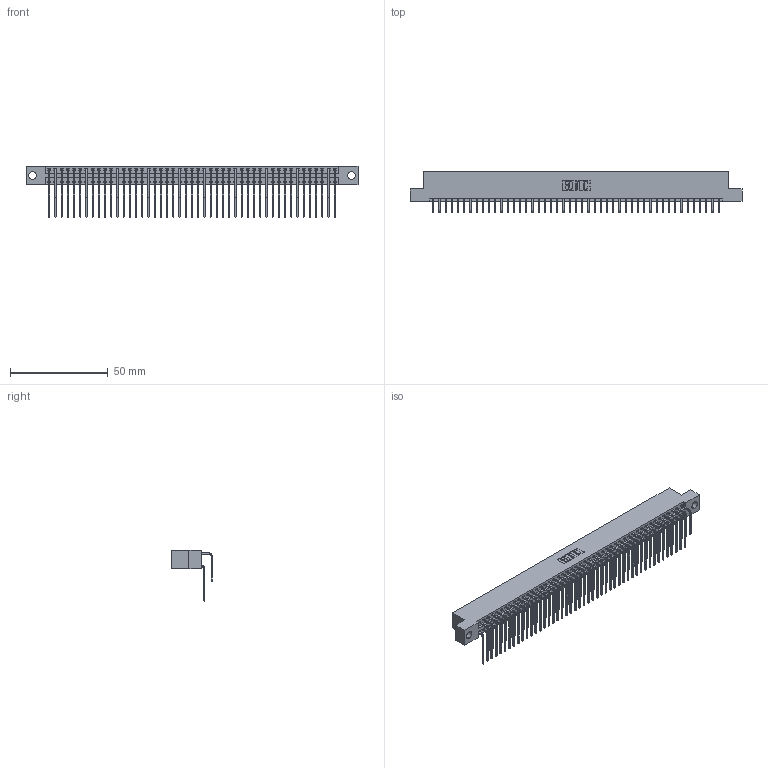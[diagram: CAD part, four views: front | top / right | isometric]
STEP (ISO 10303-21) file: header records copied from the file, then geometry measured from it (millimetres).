
FILE_DESCRIPTION (( 'STEP AP203' ), '1' );
FILE_NAME ('396-094-559-204.STEP', '2019-11-03T15:03:42', ( '' ), ( '' ), 'SwSTEP 2.0', 'SolidWorks 2016', '' );
FILE_SCHEMA (( 'CONFIG_CONTROL_DESIGN' ));
Length unit declared in the file: inch
Products named in the file (4): 346 Part_Flush Mounting Lugs - 0.156 Dia-TH; 345-292-001_558 559 Tail - 1; 396-094-559-204; 345-292-001_559 Tail - 2
Assembly tree (95 placements, depth 2):
  396-094-559-204
    346 Part_Flush Mounting Lugs - 0.156 Dia-TH
    345-292-001_558 559 Tail - 1  x47
    345-292-001_559 Tail - 2  x47
Bounding box: 169.8 x 20.89 x 26.16 mm (x, y, z)
Volume: 17050.7 mm3; surface area: 25930.8 mm2
Topology: 95 solids, 95 shells, 5198 faces, 15463 edges, 10182 vertices
Faces by surface type: plane 3554, cylinder 1644
Entity records: 31787 total; most frequent: CARTESIAN_POINT 5283, ORIENTED_EDGE 5166, DIRECTION 4679, EDGE_CURVE 2583, LINE 2223, VECTOR 2223, VERTEX_POINT 1718, AXIS2_PLACEMENT_3D 1228
